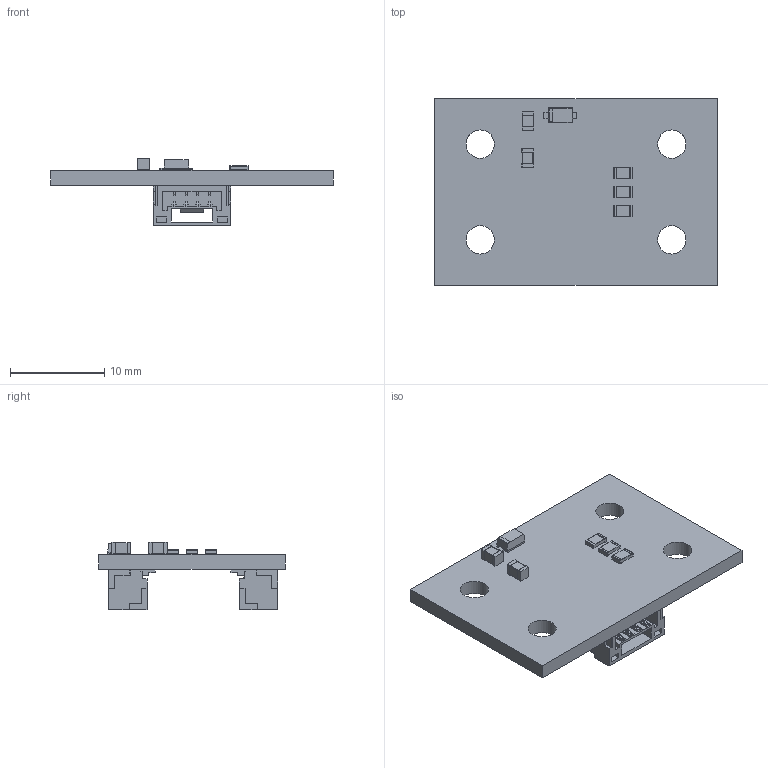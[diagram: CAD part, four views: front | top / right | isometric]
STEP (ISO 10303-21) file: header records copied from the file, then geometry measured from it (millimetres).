
FILE_DESCRIPTION(('KiCad electronic assembly'),'2;1');
FILE_NAME('TEMPSEN01.step','2023-09-23T00:40:42',('Pcbnew'),('Kicad'), 'Open CASCADE STEP processor 7.6','KiCad to STEP converter','Unknown' );
FILE_SCHEMA(('AUTOMOTIVE_DESIGN { 1 0 10303 214 1 1 1 1 }'));
Length unit declared in the file: millimetre
Products named in the file (10): TEMPSEN01 1; C_0805_2012Metric; SOLID; R_0805_2012Metric; D_SOD-123F; JST_GH_SM04B-GHS-TB_1x04-1MP_P1.25mm_Horizontal; tmpxo4gpkqu PCB
Assembly tree (13 placements, depth 3):
  TEMPSEN01 1
    C_0805_2012Metric  x2
      SOLID
    R_0805_2012Metric  x3
      SOLID
    D_SOD-123F
      SOLID
    JST_GH_SM04B-GHS-TB_1x04-1MP_P1.25mm_Horizontal  x2
      SOLID
    tmpxo4gpkqu PCB
Bounding box: 29.97 x 19.81 x 7.17 mm (x, y, z)
Volume: 1074.9 mm3; surface area: 1996.2 mm2
Topology: 9 solids, 9 shells, 577 faces, 1574 edges, 1036 vertices
Faces by surface type: plane 515, cylinder 52, bspline 10
Full cylindrical faces by diameter (mm): 3 x4
Entity records: 21703 total; most frequent: CARTESIAN_POINT 3467, DIRECTION 2971, LINE 2259, VECTOR 2259, ORIENTED_EDGE 1590, PCURVE 1590, DEFINITIONAL_REPRESENTATION 1590, EDGE_CURVE 795
